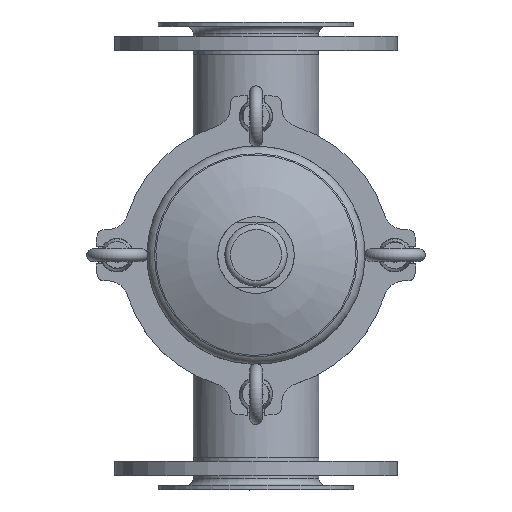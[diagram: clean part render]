
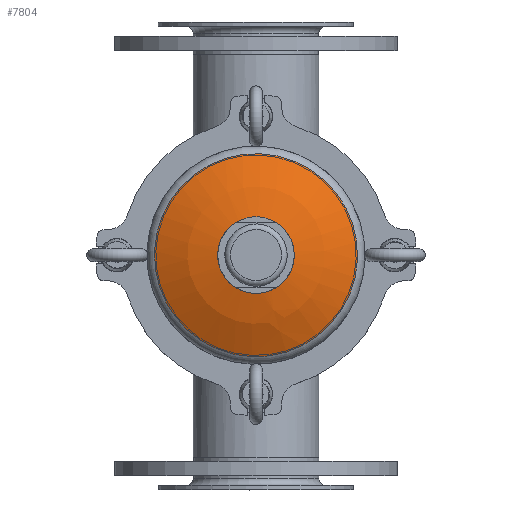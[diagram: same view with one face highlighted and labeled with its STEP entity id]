
A CAD part, top view. The second image highlights one B-rep face of the part: STEP entity #7804.
In plain terms, the highlighted spherical face has radius 154 mm.
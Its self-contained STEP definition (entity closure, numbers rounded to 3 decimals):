
#1009=SPHERICAL_SURFACE('',#9905,154.);
#1791=CIRCLE('',#9906,71.653);
#1792=CIRCLE('',#9907,24.);
#3702=ORIENTED_EDGE('',*,*,#4828,.F.);
#3703=ORIENTED_EDGE('',*,*,#4829,.T.);
#4828=EDGE_CURVE('',#5580,#5580,#1791,.T.);
#4829=EDGE_CURVE('',#5581,#5581,#1792,.T.);
#5580=VERTEX_POINT('',#18128);
#5581=VERTEX_POINT('',#18130);
#6353=EDGE_LOOP('',(#3702));
#6354=EDGE_LOOP('',(#3703));
#7057=FACE_BOUND('',#6353,.T.);
#7058=FACE_BOUND('',#6354,.T.);
#7804=ADVANCED_FACE('',(#7057,#7058),#1009,.T.);
#9905=AXIS2_PLACEMENT_3D('',#18126,#12128,#12129);
#9906=AXIS2_PLACEMENT_3D('',#18127,#12130,#12131);
#9907=AXIS2_PLACEMENT_3D('',#18129,#12132,#12133);
#12128=DIRECTION('',(0.,1.,0.));
#12129=DIRECTION('',(1.,0.,0.));
#12130=DIRECTION('',(0.,1.,0.));
#12131=DIRECTION('',(0.,0.,1.));
#12132=DIRECTION('',(0.,1.,0.));
#12133=DIRECTION('',(0.,0.,1.));
#18126=CARTESIAN_POINT('',(0.,154.,0.));
#18127=CARTESIAN_POINT('',(0.,17.685,0.));
#18128=CARTESIAN_POINT('',(0.,17.685,71.653));
#18129=CARTESIAN_POINT('',(0.,1.882,0.));
#18130=CARTESIAN_POINT('',(0.,1.882,24.));
